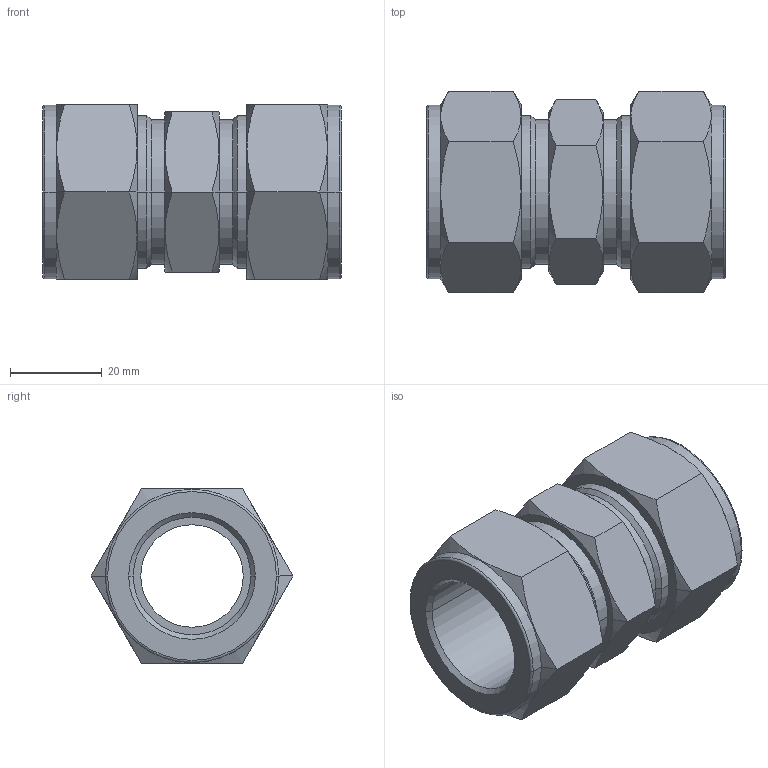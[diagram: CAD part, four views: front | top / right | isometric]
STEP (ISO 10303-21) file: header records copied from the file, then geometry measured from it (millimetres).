
FILE_DESCRIPTION(('STEP AP203'),'1');
FILE_NAME('su-16.stp','2022-02-02T23:05:26',('TraceParts'),('TraceParts S.A.'),'Spatial InterOp 3D',' ',' ');
FILE_SCHEMA(('CONFIG_CONTROL_DESIGN'));
Length unit declared in the file: millimetre
Products named in the file (1): 1
Bounding box: 65.16 x 43.99 x 38.1 mm (x, y, z)
Volume: 39681.5 mm3; surface area: 15860.6 mm2
Topology: 1 solids, 1 shells, 80 faces, 172 edges, 100 vertices
Faces by surface type: cone 32, plane 26, cylinder 18, torus 4
Entity records: 2516 total; most frequent: CARTESIAN_POINT 785, DIRECTION 354, ORIENTED_EDGE 344, EDGE_CURVE 172, AXIS2_PLACEMENT_3D 149, VERTEX_POINT 100, EDGE_LOOP 88, ADVANCED_FACE 80
